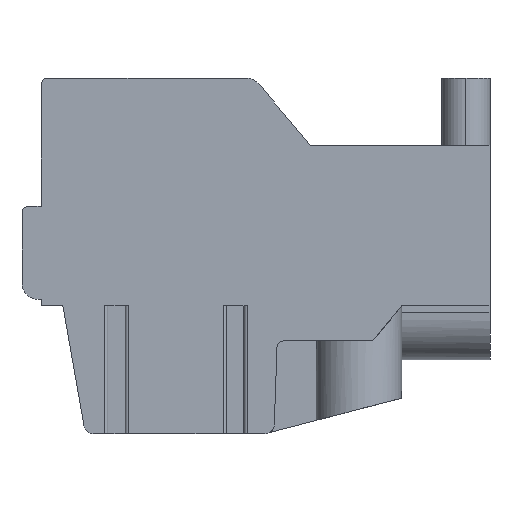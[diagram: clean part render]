
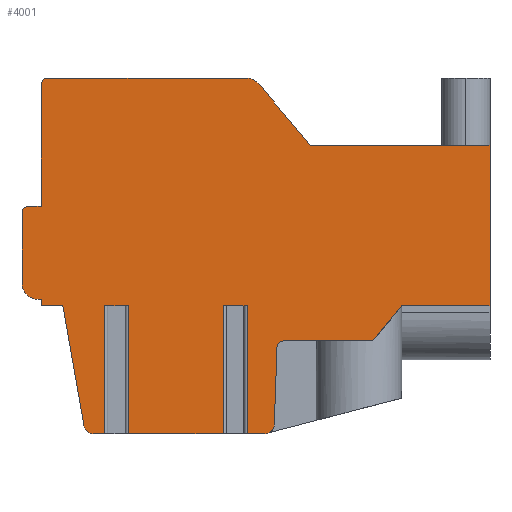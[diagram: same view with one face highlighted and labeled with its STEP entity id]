
A CAD part, front view. The second image highlights one B-rep face of the part: STEP entity #4001.
In plain terms, the highlighted planar face has unit normal (0, -1, 0).
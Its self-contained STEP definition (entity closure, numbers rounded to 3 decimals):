
#1=DIRECTION('',(1.,0.,0.));
#2=VECTOR('',#1,0.746);
#3=CARTESIAN_POINT('',(-12.023,0.,-7.186));
#4=LINE('',#3,#2);
#5=DIRECTION('',(0.,0.,-1.));
#6=VECTOR('',#5,4.);
#7=CARTESIAN_POINT('',(-12.023,0.,-7.186));
#8=LINE('',#7,#6);
#9=DIRECTION('',(-1.,0.,0.));
#10=VECTOR('',#9,0.348);
#11=CARTESIAN_POINT('',(-12.023,0.,-11.186));
#12=LINE('',#11,#10);
#13=CARTESIAN_POINT('',(-12.371,0.,-10.886));
#14=DIRECTION('',(0.,1.,0.));
#15=DIRECTION('',(0.,0.,-1.));
#16=AXIS2_PLACEMENT_3D('',#13,#14,#15);
#18=DIRECTION('',(-0.174,0.,0.985));
#19=VECTOR('',#18,3.81);
#20=CARTESIAN_POINT('',(-12.667,0.,-10.938));
#21=LINE('',#20,#19);
#22=DIRECTION('',(-1.,0.,0.));
#23=VECTOR('',#22,0.672);
#24=CARTESIAN_POINT('',(-13.328,0.,-7.186));
#25=LINE('',#24,#23);
#26=DIRECTION('',(0.,0.,1.));
#27=VECTOR('',#26,0.2);
#28=CARTESIAN_POINT('',(-14.,0.,-7.186));
#29=LINE('',#28,#27);
#30=DIRECTION('',(-1.,0.,0.));
#31=VECTOR('',#30,0.1);
#32=CARTESIAN_POINT('',(-14.,0.,-6.986));
#33=LINE('',#32,#31);
#34=CARTESIAN_POINT('',(-14.1,0.,-6.486));
#35=DIRECTION('',(0.,1.,0.));
#36=DIRECTION('',(0.,0.,-1.));
#37=AXIS2_PLACEMENT_3D('',#34,#35,#36);
#39=DIRECTION('',(0.,0.,1.));
#40=VECTOR('',#39,2.2);
#41=CARTESIAN_POINT('',(-14.6,0.,-6.486));
#42=LINE('',#41,#40);
#43=CARTESIAN_POINT('',(-14.4,0.,-4.286));
#44=DIRECTION('',(0.,1.,0.));
#45=DIRECTION('',(-1.,0.,0.));
#46=AXIS2_PLACEMENT_3D('',#43,#44,#45);
#48=DIRECTION('',(1.,0.,0.));
#49=VECTOR('',#48,0.4);
#50=CARTESIAN_POINT('',(-14.4,0.,-4.086));
#51=LINE('',#50,#49);
#52=DIRECTION('',(0.,0.,1.));
#53=VECTOR('',#52,3.8);
#54=CARTESIAN_POINT('',(-14.,0.,-4.086));
#55=LINE('',#54,#53);
#56=CARTESIAN_POINT('',(-13.8,0.,-0.286));
#57=DIRECTION('',(0.,1.,0.));
#58=DIRECTION('',(-1.,0.,0.));
#59=AXIS2_PLACEMENT_3D('',#56,#57,#58);
#61=DIRECTION('',(1.,0.,0.));
#62=VECTOR('',#61,6.205);
#63=CARTESIAN_POINT('',(-13.8,0.,-0.086));
#64=LINE('',#63,#62);
#65=CARTESIAN_POINT('',(-7.595,0.,-0.586));
#66=DIRECTION('',(0.,1.,0.));
#67=DIRECTION('',(0.,0.,1.));
#68=AXIS2_PLACEMENT_3D('',#65,#66,#67);
#70=DIRECTION('',(0.643,0.,-0.766));
#71=VECTOR('',#70,2.508);
#72=CARTESIAN_POINT('',(-7.212,0.,-0.264));
#73=LINE('',#72,#71);
#74=DIRECTION('',(1.,0.,0.));
#75=VECTOR('',#74,5.6);
#76=CARTESIAN_POINT('',(-5.6,0.,-2.186));
#77=LINE('',#76,#75);
#78=DIRECTION('',(0.,0.,-1.));
#79=VECTOR('',#78,5.);
#80=CARTESIAN_POINT('',(0.,0.,-2.186));
#81=LINE('',#80,#79);
#82=DIRECTION('',(-1.,0.,0.));
#83=VECTOR('',#82,2.75);
#84=CARTESIAN_POINT('',(0.,0.,-7.186));
#85=LINE('',#84,#83);
#86=DIRECTION('',(-0.635,0.,-0.773));
#87=VECTOR('',#86,1.423);
#88=CARTESIAN_POINT('',(-2.75,0.,-7.186));
#89=LINE('',#88,#87);
#90=DIRECTION('',(-1.,0.,0.));
#91=VECTOR('',#90,2.792);
#92=CARTESIAN_POINT('',(-3.653,0.,-8.286));
#93=LINE('',#92,#91);
#94=CARTESIAN_POINT('',(-6.445,0.,-8.486));
#95=DIRECTION('',(0.,-1.,0.));
#96=DIRECTION('',(0.,0.,1.));
#97=AXIS2_PLACEMENT_3D('',#94,#95,#96);
#99=DIRECTION('',(-0.035,0.,-0.999));
#100=VECTOR('',#99,2.419);
#101=CARTESIAN_POINT('',(-6.645,0.,-8.479));
#102=LINE('',#101,#100);
#103=CARTESIAN_POINT('',(-7.029,0.,-10.886));
#104=DIRECTION('',(0.,1.,0.));
#105=DIRECTION('',(0.999,0.,-0.035));
#106=AXIS2_PLACEMENT_3D('',#103,#104,#105);
#108=DIRECTION('',(-1.,0.,0.));
#109=VECTOR('',#108,0.547);
#110=CARTESIAN_POINT('',(-7.029,0.,-11.186));
#111=LINE('',#110,#109);
#112=DIRECTION('',(0.,0.,-1.));
#113=VECTOR('',#112,4.);
#114=CARTESIAN_POINT('',(-7.577,0.,-7.186));
#115=LINE('',#114,#113);
#116=DIRECTION('',(1.,0.,0.));
#117=VECTOR('',#116,0.746);
#118=CARTESIAN_POINT('',(-8.323,0.,-7.186));
#119=LINE('',#118,#117);
#120=DIRECTION('',(0.,0.,-1.));
#121=VECTOR('',#120,4.);
#122=CARTESIAN_POINT('',(-8.323,0.,-7.186));
#123=LINE('',#122,#121);
#124=DIRECTION('',(-1.,0.,0.));
#125=VECTOR('',#124,2.954);
#126=CARTESIAN_POINT('',(-8.323,0.,-11.186));
#127=LINE('',#126,#125);
#128=DIRECTION('',(0.,0.,-1.));
#129=VECTOR('',#128,4.);
#130=CARTESIAN_POINT('',(-11.277,0.,-7.186));
#131=LINE('',#130,#129);
#3032=CARTESIAN_POINT('',(-14.6,0.,-6.486));
#3033=CARTESIAN_POINT('',(-14.6,0.,-4.286));
#3034=VERTEX_POINT('',#3032);
#3035=VERTEX_POINT('',#3033);
#3036=CARTESIAN_POINT('',(-14.4,0.,-4.086));
#3037=VERTEX_POINT('',#3036);
#3038=CARTESIAN_POINT('',(-14.,0.,-4.086));
#3039=VERTEX_POINT('',#3038);
#3040=CARTESIAN_POINT('',(-14.,0.,-0.286));
#3041=VERTEX_POINT('',#3040);
#3042=CARTESIAN_POINT('',(-13.8,0.,-0.086));
#3043=VERTEX_POINT('',#3042);
#3044=CARTESIAN_POINT('',(-7.595,0.,-0.086));
#3045=VERTEX_POINT('',#3044);
#3046=CARTESIAN_POINT('',(-7.212,0.,-0.264));
#3047=VERTEX_POINT('',#3046);
#3048=CARTESIAN_POINT('',(-5.6,0.,-2.186));
#3049=VERTEX_POINT('',#3048);
#3050=CARTESIAN_POINT('',(0.,0.,-2.186));
#3051=VERTEX_POINT('',#3050);
#3052=CARTESIAN_POINT('',(0.,0.,-7.186));
#3053=VERTEX_POINT('',#3052);
#3054=CARTESIAN_POINT('',(-2.75,0.,-7.186));
#3055=VERTEX_POINT('',#3054);
#3056=CARTESIAN_POINT('',(-3.653,0.,-8.286));
#3057=VERTEX_POINT('',#3056);
#3058=CARTESIAN_POINT('',(-6.445,0.,-8.286));
#3059=VERTEX_POINT('',#3058);
#3060=CARTESIAN_POINT('',(-6.645,0.,-8.479));
#3061=VERTEX_POINT('',#3060);
#3062=CARTESIAN_POINT('',(-6.73,0.,-10.896));
#3063=VERTEX_POINT('',#3062);
#3064=CARTESIAN_POINT('',(-7.029,0.,-11.186));
#3065=VERTEX_POINT('',#3064);
#3066=CARTESIAN_POINT('',(-12.371,0.,-11.186));
#3067=CARTESIAN_POINT('',(-12.667,0.,-10.938));
#3068=VERTEX_POINT('',#3066);
#3069=VERTEX_POINT('',#3067);
#3070=CARTESIAN_POINT('',(-13.328,0.,-7.186));
#3071=VERTEX_POINT('',#3070);
#3072=CARTESIAN_POINT('',(-14.,0.,-7.186));
#3073=VERTEX_POINT('',#3072);
#3074=CARTESIAN_POINT('',(-14.,0.,-6.986));
#3075=VERTEX_POINT('',#3074);
#3076=CARTESIAN_POINT('',(-14.1,0.,-6.986));
#3077=VERTEX_POINT('',#3076);
#3892=CARTESIAN_POINT('',(-12.023,0.,-7.186));
#3893=CARTESIAN_POINT('',(-11.277,0.,-7.186));
#3894=VERTEX_POINT('',#3892);
#3895=VERTEX_POINT('',#3893);
#3896=CARTESIAN_POINT('',(-8.323,0.,-7.186));
#3897=CARTESIAN_POINT('',(-7.577,0.,-7.186));
#3898=VERTEX_POINT('',#3896);
#3899=VERTEX_POINT('',#3897);
#3900=CARTESIAN_POINT('',(-11.277,0.,-11.186));
#3901=VERTEX_POINT('',#3900);
#3902=CARTESIAN_POINT('',(-12.023,0.,-11.186));
#3903=VERTEX_POINT('',#3902);
#3904=CARTESIAN_POINT('',(-8.323,0.,-11.186));
#3905=VERTEX_POINT('',#3904);
#3906=CARTESIAN_POINT('',(-7.577,0.,-11.186));
#3907=VERTEX_POINT('',#3906);
#3932=CARTESIAN_POINT('',(0.,0.,0.));
#3933=DIRECTION('',(0.,1.,0.));
#3934=DIRECTION('',(1.,0.,0.));
#3935=AXIS2_PLACEMENT_3D('',#3932,#3933,#3934);
#3936=PLANE('',#3935);
#3938=ORIENTED_EDGE('',*,*,#3937,.F.);
#3940=ORIENTED_EDGE('',*,*,#3939,.T.);
#3942=ORIENTED_EDGE('',*,*,#3941,.T.);
#3944=ORIENTED_EDGE('',*,*,#3943,.T.);
#3946=ORIENTED_EDGE('',*,*,#3945,.T.);
#3948=ORIENTED_EDGE('',*,*,#3947,.T.);
#3950=ORIENTED_EDGE('',*,*,#3949,.T.);
#3952=ORIENTED_EDGE('',*,*,#3951,.T.);
#3954=ORIENTED_EDGE('',*,*,#3953,.T.);
#3956=ORIENTED_EDGE('',*,*,#3955,.T.);
#3958=ORIENTED_EDGE('',*,*,#3957,.T.);
#3960=ORIENTED_EDGE('',*,*,#3959,.T.);
#3962=ORIENTED_EDGE('',*,*,#3961,.T.);
#3964=ORIENTED_EDGE('',*,*,#3963,.T.);
#3966=ORIENTED_EDGE('',*,*,#3965,.T.);
#3968=ORIENTED_EDGE('',*,*,#3967,.T.);
#3970=ORIENTED_EDGE('',*,*,#3969,.T.);
#3972=ORIENTED_EDGE('',*,*,#3971,.T.);
#3974=ORIENTED_EDGE('',*,*,#3973,.T.);
#3976=ORIENTED_EDGE('',*,*,#3975,.T.);
#3978=ORIENTED_EDGE('',*,*,#3977,.T.);
#3980=ORIENTED_EDGE('',*,*,#3979,.T.);
#3982=ORIENTED_EDGE('',*,*,#3981,.T.);
#3984=ORIENTED_EDGE('',*,*,#3983,.T.);
#3986=ORIENTED_EDGE('',*,*,#3985,.T.);
#3988=ORIENTED_EDGE('',*,*,#3987,.T.);
#3990=ORIENTED_EDGE('',*,*,#3989,.F.);
#3992=ORIENTED_EDGE('',*,*,#3991,.F.);
#3994=ORIENTED_EDGE('',*,*,#3993,.T.);
#3996=ORIENTED_EDGE('',*,*,#3995,.T.);
#3998=ORIENTED_EDGE('',*,*,#3997,.F.);
#3999=EDGE_LOOP('',(#3938,#3940,#3942,#3944,#3946,#3948,#3950,#3952,#3954,#3956,
#3958,#3960,#3962,#3964,#3966,#3968,#3970,#3972,#3974,#3976,#3978,#3980,#3982,
#3984,#3986,#3988,#3990,#3992,#3994,#3996,#3998));
#4000=FACE_OUTER_BOUND('',#3999,.F.);
#4001=ADVANCED_FACE('',(#4000),#3936,.F.);
#17=CIRCLE('',#16,0.3);
#38=CIRCLE('',#37,0.5);
#47=CIRCLE('',#46,0.2);
#60=CIRCLE('',#59,0.2);
#69=CIRCLE('',#68,0.5);
#98=CIRCLE('',#97,0.2);
#107=CIRCLE('',#106,0.3);
#3937=EDGE_CURVE('',#3894,#3895,#4,.T.);
#3939=EDGE_CURVE('',#3894,#3903,#8,.T.);
#3941=EDGE_CURVE('',#3903,#3068,#12,.T.);
#3943=EDGE_CURVE('',#3068,#3069,#17,.T.);
#3945=EDGE_CURVE('',#3069,#3071,#21,.T.);
#3947=EDGE_CURVE('',#3071,#3073,#25,.T.);
#3949=EDGE_CURVE('',#3073,#3075,#29,.T.);
#3951=EDGE_CURVE('',#3075,#3077,#33,.T.);
#3953=EDGE_CURVE('',#3077,#3034,#38,.T.);
#3955=EDGE_CURVE('',#3034,#3035,#42,.T.);
#3957=EDGE_CURVE('',#3035,#3037,#47,.T.);
#3959=EDGE_CURVE('',#3037,#3039,#51,.T.);
#3961=EDGE_CURVE('',#3039,#3041,#55,.T.);
#3963=EDGE_CURVE('',#3041,#3043,#60,.T.);
#3965=EDGE_CURVE('',#3043,#3045,#64,.T.);
#3967=EDGE_CURVE('',#3045,#3047,#69,.T.);
#3969=EDGE_CURVE('',#3047,#3049,#73,.T.);
#3971=EDGE_CURVE('',#3049,#3051,#77,.T.);
#3973=EDGE_CURVE('',#3051,#3053,#81,.T.);
#3975=EDGE_CURVE('',#3053,#3055,#85,.T.);
#3977=EDGE_CURVE('',#3055,#3057,#89,.T.);
#3979=EDGE_CURVE('',#3057,#3059,#93,.T.);
#3981=EDGE_CURVE('',#3059,#3061,#98,.T.);
#3983=EDGE_CURVE('',#3061,#3063,#102,.T.);
#3985=EDGE_CURVE('',#3063,#3065,#107,.T.);
#3987=EDGE_CURVE('',#3065,#3907,#111,.T.);
#3989=EDGE_CURVE('',#3899,#3907,#115,.T.);
#3991=EDGE_CURVE('',#3898,#3899,#119,.T.);
#3993=EDGE_CURVE('',#3898,#3905,#123,.T.);
#3995=EDGE_CURVE('',#3905,#3901,#127,.T.);
#3997=EDGE_CURVE('',#3895,#3901,#131,.T.);
